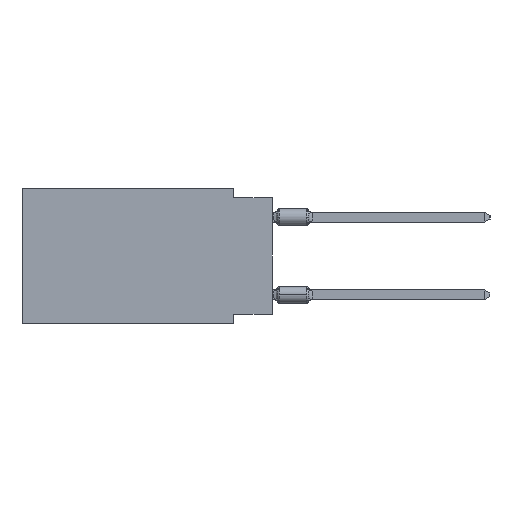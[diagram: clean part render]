
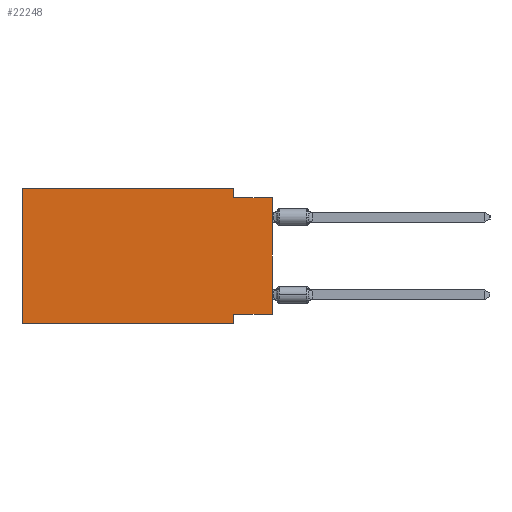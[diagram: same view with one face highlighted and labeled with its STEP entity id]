
A CAD part, left-side view. The second image highlights one B-rep face of the part: STEP entity #22248.
In plain terms, the highlighted planar face has unit normal (-1, 0, 0).
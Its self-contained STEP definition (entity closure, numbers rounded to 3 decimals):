
#1055 = LINE ( 'NONE', #14309, #10371 ) ;
#3665 = CARTESIAN_POINT ( 'NONE',  ( 0., 16.383, -8.89 ) ) ;
#5057 = CARTESIAN_POINT ( 'NONE',  ( 0., 2.54, -0.635 ) ) ;
#5065 = VERTEX_POINT ( 'NONE', #39271 ) ;
#6554 = VERTEX_POINT ( 'NONE', #13956 ) ;
#7108 = CARTESIAN_POINT ( 'NONE',  ( 0., 0., -0.635 ) ) ;
#7287 = VECTOR ( 'NONE', #51871, 1000. ) ;
#9716 = VECTOR ( 'NONE', #14547, 1000. ) ;
#10011 = CARTESIAN_POINT ( 'NONE',  ( 0., 0., 0. ) ) ;
#10371 = VECTOR ( 'NONE', #46161, 1000. ) ;
#11578 = LINE ( 'NONE', #15491, #7287 ) ;
#11640 = DIRECTION ( 'NONE',  ( 0., -1., 0. ) ) ;
#12130 = ORIENTED_EDGE ( 'NONE', *, *, #46459, .F. ) ;
#13007 = VECTOR ( 'NONE', #11640, 1000. ) ;
#13292 = EDGE_CURVE ( 'NONE', #17262, #6554, #32582, .T. ) ;
#13372 = ORIENTED_EDGE ( 'NONE', *, *, #14508, .F. ) ;
#13956 = CARTESIAN_POINT ( 'NONE',  ( 0., 16.383, 0. ) ) ;
#14309 = CARTESIAN_POINT ( 'NONE',  ( 0., 2.54, 0. ) ) ;
#14508 = EDGE_CURVE ( 'NONE', #6554, #5065, #34850, .T. ) ;
#14547 = DIRECTION ( 'NONE',  ( 0., 0., 1. ) ) ;
#15151 = ORIENTED_EDGE ( 'NONE', *, *, #36085, .F. ) ;
#15491 = CARTESIAN_POINT ( 'NONE',  ( 0., 2.54, -8.89 ) ) ;
#17262 = VERTEX_POINT ( 'NONE', #3665 ) ;
#17457 = PLANE ( 'NONE',  #57140 ) ;
#17675 = CARTESIAN_POINT ( 'NONE',  ( 0., 16.383, 0. ) ) ;
#17824 = CARTESIAN_POINT ( 'NONE',  ( 0., 2.54, -8.255 ) ) ;
#18058 = VERTEX_POINT ( 'NONE', #5057 ) ;
#19451 = CARTESIAN_POINT ( 'NONE',  ( 0., 0., -8.255 ) ) ;
#19474 = CARTESIAN_POINT ( 'NONE',  ( 0., 0., -0.635 ) ) ;
#20685 = DIRECTION ( 'NONE',  ( 0., -1., 0. ) ) ;
#20801 = EDGE_CURVE ( 'NONE', #5065, #18058, #1055, .T. ) ;
#22248 = ADVANCED_FACE ( 'NONE', ( #58630 ), #17457, .F. ) ;
#23070 = LINE ( 'NONE', #19451, #32109 ) ;
#25194 = CARTESIAN_POINT ( 'NONE',  ( 0., 16.383, -8.89 ) ) ;
#26535 = VERTEX_POINT ( 'NONE', #49630 ) ;
#27304 = VERTEX_POINT ( 'NONE', #17824 ) ;
#30048 = VECTOR ( 'NONE', #31379, 1000. ) ;
#30972 = CARTESIAN_POINT ( 'NONE',  ( 0., 16.383, 0. ) ) ;
#31379 = DIRECTION ( 'NONE',  ( 0., 0., 1. ) ) ;
#32109 = VECTOR ( 'NONE', #37797, 1000. ) ;
#32480 = VECTOR ( 'NONE', #36020, 1000. ) ;
#32582 = LINE ( 'NONE', #40700, #30048 ) ;
#34249 = ORIENTED_EDGE ( 'NONE', *, *, #20801, .F. ) ;
#34850 = LINE ( 'NONE', #17675, #32480 ) ;
#35787 = DIRECTION ( 'NONE',  ( 1., 0., 0. ) ) ;
#36020 = DIRECTION ( 'NONE',  ( 0., -1., 0. ) ) ;
#36085 = EDGE_CURVE ( 'NONE', #27304, #26535, #11578, .T. ) ;
#36819 = CARTESIAN_POINT ( 'NONE',  ( 0., 0., -8.255 ) ) ;
#37797 = DIRECTION ( 'NONE',  ( 0., 1., 0. ) ) ;
#39271 = CARTESIAN_POINT ( 'NONE',  ( 0., 2.54, 0. ) ) ;
#39477 = VECTOR ( 'NONE', #20685, 1000. ) ;
#40398 = ORIENTED_EDGE ( 'NONE', *, *, #13292, .F. ) ;
#40463 = EDGE_CURVE ( 'NONE', #54646, #27304, #23070, .T. ) ;
#40700 = CARTESIAN_POINT ( 'NONE',  ( 0., 16.383, 0. ) ) ;
#42920 = LINE ( 'NONE', #7108, #13007 ) ;
#46161 = DIRECTION ( 'NONE',  ( 0., 0., -1. ) ) ;
#46459 = EDGE_CURVE ( 'NONE', #18058, #55533, #42920, .T. ) ;
#48880 = ORIENTED_EDGE ( 'NONE', *, *, #40463, .F. ) ;
#49045 = DIRECTION ( 'NONE',  ( 0., 0., -1. ) ) ;
#49630 = CARTESIAN_POINT ( 'NONE',  ( 0., 2.54, -8.89 ) ) ;
#51326 = EDGE_CURVE ( 'NONE', #17262, #26535, #52577, .T. ) ;
#51871 = DIRECTION ( 'NONE',  ( 0., 0., -1. ) ) ;
#51937 = EDGE_CURVE ( 'NONE', #54646, #55533, #55712, .T. ) ;
#52577 = LINE ( 'NONE', #25194, #39477 ) ;
#54185 = EDGE_LOOP ( 'NONE', ( #56342, #12130, #34249, #13372, #40398, #58587, #15151, #48880 ) ) ;
#54646 = VERTEX_POINT ( 'NONE', #36819 ) ;
#55533 = VERTEX_POINT ( 'NONE', #19474 ) ;
#55712 = LINE ( 'NONE', #10011, #9716 ) ;
#56342 = ORIENTED_EDGE ( 'NONE', *, *, #51937, .T. ) ;
#57140 = AXIS2_PLACEMENT_3D ( 'NONE', #30972, #35787, #49045 ) ;
#58587 = ORIENTED_EDGE ( 'NONE', *, *, #51326, .T. ) ;
#58630 = FACE_OUTER_BOUND ( 'NONE', #54185, .T. ) ;
